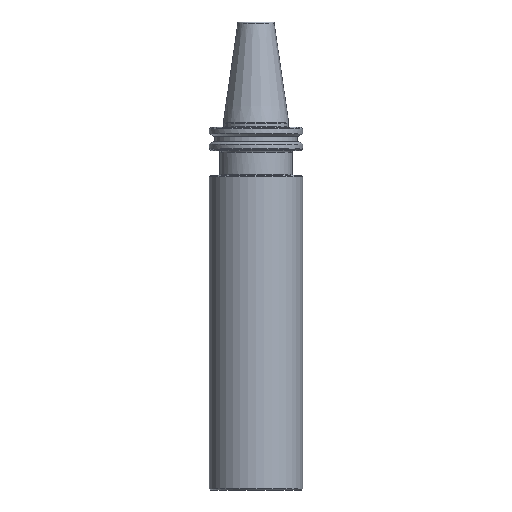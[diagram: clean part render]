
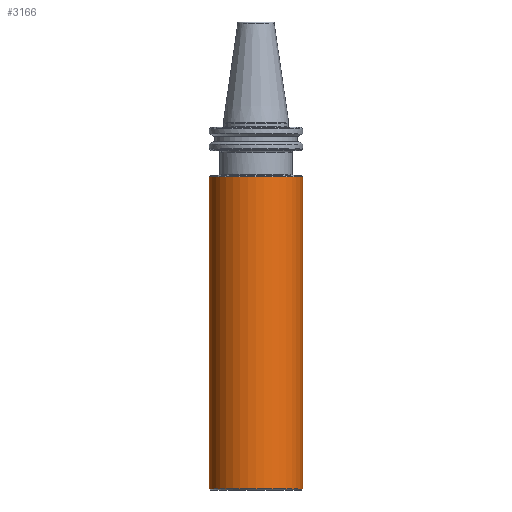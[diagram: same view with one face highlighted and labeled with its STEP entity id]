
A CAD part, front view. The second image highlights one B-rep face of the part: STEP entity #3166.
In plain terms, the highlighted cylindrical face has radius 31.75 mm (diameter 63.5 mm), a partial arc.
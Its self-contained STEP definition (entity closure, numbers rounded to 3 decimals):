
#197 = ORIENTED_EDGE ( 'NONE', *, *, #545, .F. ) ;
#265 = EDGE_CURVE ( 'NONE', #696, #858, #1075, .T. ) ;
#294 = DIRECTION ( 'NONE',  ( 1., 0., 0. ) ) ;
#545 = EDGE_CURVE ( 'NONE', #696, #1625, #2609, .T. ) ;
#696 = VERTEX_POINT ( 'NONE', #3271 ) ;
#814 = FACE_OUTER_BOUND ( 'NONE', #1032, .T. ) ;
#841 = AXIS2_PLACEMENT_3D ( 'NONE', #2260, #1942, #294 ) ;
#858 = VERTEX_POINT ( 'NONE', #1643 ) ;
#1032 = EDGE_LOOP ( 'NONE', ( #197, #2545, #1083, #2692 ) ) ;
#1041 = DIRECTION ( 'NONE',  ( 0., 0., 1. ) ) ;
#1047 = CARTESIAN_POINT ( 'NONE',  ( 31.75, 0., 82.957 ) ) ;
#1075 = CIRCLE ( 'NONE', #841, 31.75 ) ;
#1083 = ORIENTED_EDGE ( 'NONE', *, *, #1793, .T. ) ;
#1139 = LINE ( 'NONE', #1047, #2979 ) ;
#1187 = VERTEX_POINT ( 'NONE', #2678 ) ;
#1227 = VECTOR ( 'NONE', #2076, 1000. ) ;
#1339 = CYLINDRICAL_SURFACE ( 'NONE', #2816, 31.75 ) ;
#1499 = AXIS2_PLACEMENT_3D ( 'NONE', #2007, #2005, #1999 ) ;
#1625 = VERTEX_POINT ( 'NONE', #2603 ) ;
#1643 = CARTESIAN_POINT ( 'NONE',  ( 31.75, 0., -249. ) ) ;
#1793 = EDGE_CURVE ( 'NONE', #858, #1187, #1139, .T. ) ;
#1853 = CIRCLE ( 'NONE', #1499, 31.75 ) ;
#1860 = CARTESIAN_POINT ( 'NONE',  ( -31.75, 0., 82.957 ) ) ;
#1942 = DIRECTION ( 'NONE',  ( 0., 0., 1. ) ) ;
#1999 = DIRECTION ( 'NONE',  ( 1., 0., 0. ) ) ;
#2005 = DIRECTION ( 'NONE',  ( 0., 0., -1. ) ) ;
#2007 = CARTESIAN_POINT ( 'NONE',  ( 0., 0., -37. ) ) ;
#2076 = DIRECTION ( 'NONE',  ( 0., 0., 1. ) ) ;
#2260 = CARTESIAN_POINT ( 'NONE',  ( 0., 0., -249. ) ) ;
#2329 = EDGE_CURVE ( 'NONE', #1187, #1625, #1853, .T. ) ;
#2545 = ORIENTED_EDGE ( 'NONE', *, *, #265, .T. ) ;
#2603 = CARTESIAN_POINT ( 'NONE',  ( -31.75, 0., -37. ) ) ;
#2609 = LINE ( 'NONE', #1860, #1227 ) ;
#2678 = CARTESIAN_POINT ( 'NONE',  ( 31.75, 0., -37. ) ) ;
#2692 = ORIENTED_EDGE ( 'NONE', *, *, #2329, .T. ) ;
#2816 = AXIS2_PLACEMENT_3D ( 'NONE', #2824, #3015, #2947 ) ;
#2824 = CARTESIAN_POINT ( 'NONE',  ( 0., 0., 82.957 ) ) ;
#2947 = DIRECTION ( 'NONE',  ( 1., 0., 0. ) ) ;
#2979 = VECTOR ( 'NONE', #1041, 1000. ) ;
#3015 = DIRECTION ( 'NONE',  ( 0., 0., 1. ) ) ;
#3166 = ADVANCED_FACE ( 'NONE', ( #814 ), #1339, .T. ) ;
#3271 = CARTESIAN_POINT ( 'NONE',  ( -31.75, 0., -249. ) ) ;
